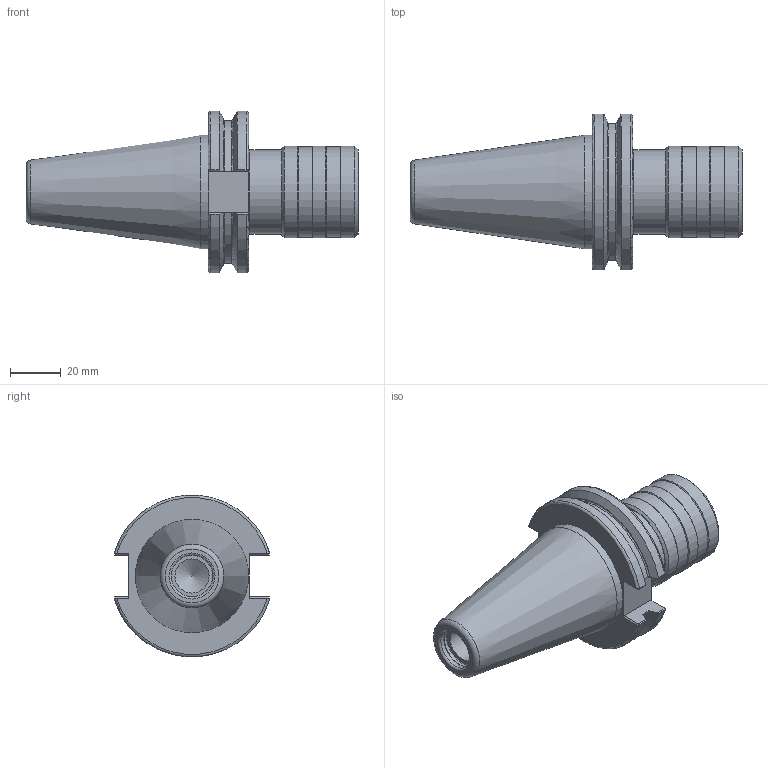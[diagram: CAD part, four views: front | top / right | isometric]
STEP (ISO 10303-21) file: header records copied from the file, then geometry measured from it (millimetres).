
FILE_DESCRIPTION(/* description */ (''),/* implementation_level */ '2;1');
FILE_NAME(/* name */ 'CAT40-TC1-059.stp',/* time_stamp */ '2019-07-26T09:18:03-05:00',/* author */ ('ldfli'),/* organization */ ('Pioneer N.A.'),/* preprocessor_version */ 'ST-DEVELOPER v18',/* originating_system */ 'Autodesk Inventor LT',/* authorisation */ '');
FILE_SCHEMA (('AUTOMOTIVE_DESIGN { 1 0 10303 214 3 1 1 }'));
Length unit declared in the file: millimetre
Products named in the file (1): CAT40-TC1-059
Bounding box: 130.2 x 61.14 x 63.31 mm (x, y, z)
Volume: 139006 mm3; surface area: 27266.2 mm2
Topology: 1 solids, 1 shells, 133 faces, 394 edges, 264 vertices
Faces by surface type: plane 45, cylinder 33, cone 24, bspline 16, torus 15
Full cylindrical faces by diameter (mm): 10 x1, 13.386 x1, 14 x1, 16.3 x1, 16.8 x1, 19 x1, 19.4 x1, 24.1 x1, 24.5 x1, 26.87 x1, 30.5 x1, 33 x2, 35.4 x2, 36 x3, 44.45 x1
Entity records: 5276 total; most frequent: CARTESIAN_POINT 1726, ORIENTED_EDGE 784, DIRECTION 713, EDGE_CURVE 392, AXIS2_PLACEMENT_3D 279, VERTEX_POINT 264, CIRCLE 161, LINE 155
